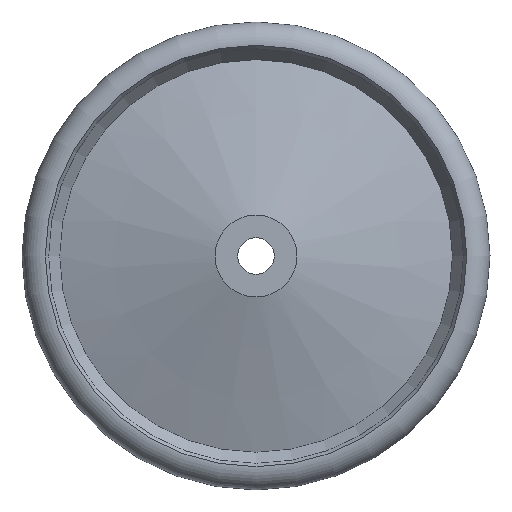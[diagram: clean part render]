
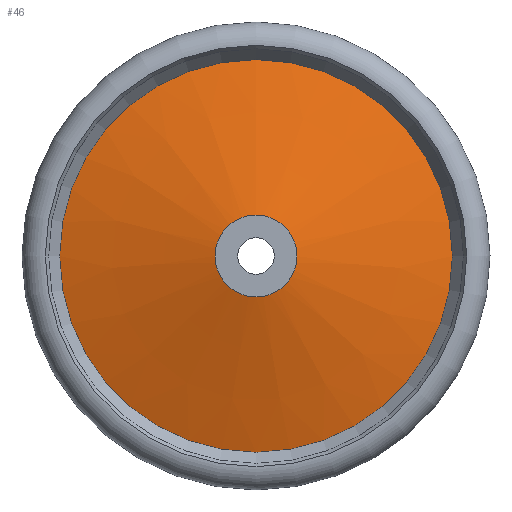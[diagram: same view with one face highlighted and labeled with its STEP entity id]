
A CAD part, left-side view. The second image highlights one B-rep face of the part: STEP entity #46.
In plain terms, the highlighted conical face has half-angle 73.896 degrees and reference radius 151 mm.
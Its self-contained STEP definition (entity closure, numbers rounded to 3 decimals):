
#46 = ADVANCED_FACE( '', ( #97, #98 ), #99, .T. );
#97 = FACE_BOUND( '', #153, .T. );
#98 = FACE_OUTER_BOUND( '', #154, .T. );
#99 = CONICAL_SURFACE( '', #155, 151., 1.29 );
#153 = EDGE_LOOP( '', ( #213 ) );
#154 = EDGE_LOOP( '', ( #214 ) );
#155 = AXIS2_PLACEMENT_3D( '', #215, #216, #217 );
#213 = ORIENTED_EDGE( '', *, *, #269, .F. );
#214 = ORIENTED_EDGE( '', *, *, #261, .T. );
#215 = CARTESIAN_POINT( '', ( 54., 0., 0. ) );
#216 = DIRECTION( '', ( 1., 0., 0. ) );
#217 = DIRECTION( '', ( 0., 0., -1. ) );
#261 = EDGE_CURVE( '', #289, #289, #290, .T. );
#269 = EDGE_CURVE( '', #302, #302, #303, .T. );
#289 = VERTEX_POINT( '', #325 );
#290 = CIRCLE( '', #326, 151. );
#302 = VERTEX_POINT( '', #338 );
#303 = CIRCLE( '', #339, 31.5 );
#325 = CARTESIAN_POINT( '', ( 54., 0., 151. ) );
#326 = AXIS2_PLACEMENT_3D( '', #361, #362, #363 );
#338 = CARTESIAN_POINT( '', ( 19.5, 0., 31.5 ) );
#339 = AXIS2_PLACEMENT_3D( '', #376, #377, #378 );
#361 = CARTESIAN_POINT( '', ( 54., 0., 0. ) );
#362 = DIRECTION( '', ( -1., 0., 0. ) );
#363 = DIRECTION( '', ( 0., 0., 1. ) );
#376 = CARTESIAN_POINT( '', ( 19.5, 0., 0. ) );
#377 = DIRECTION( '', ( -1., 0., 0. ) );
#378 = DIRECTION( '', ( 0., 0., 1. ) );
